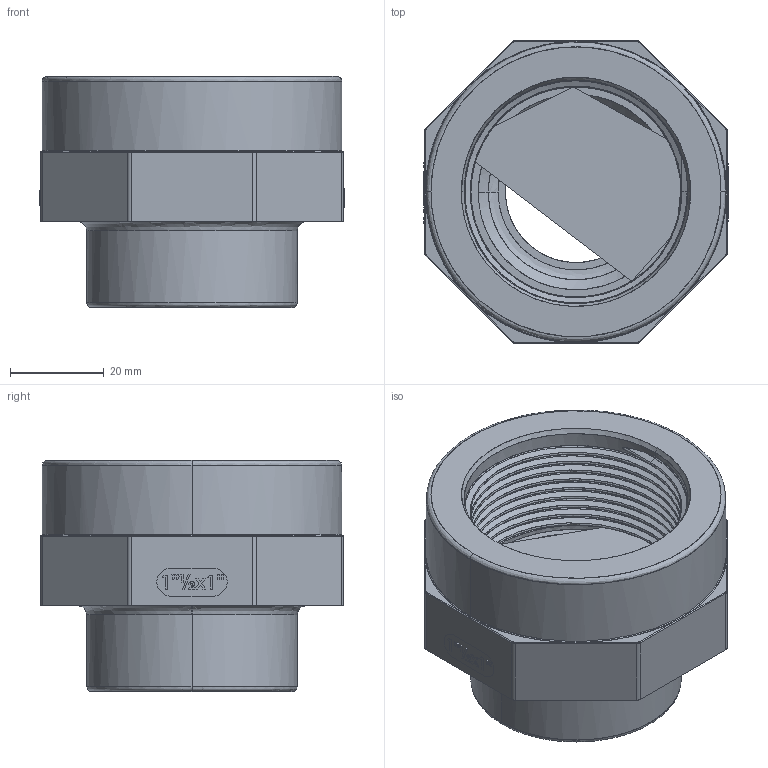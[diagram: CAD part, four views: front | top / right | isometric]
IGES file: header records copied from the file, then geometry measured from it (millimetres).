
Start section: SolidWorks IGES file using NURBS representation for surfaces
Global section: file name: 01 01 1007 013.IGS; native system: SolidWorks 2016; preprocessor: SolidWorks 2016; author: Fabio; date: 160909.150327; units: millimetre
Bounding box: 65.1 x 64.7 x 49.41 mm (x, y, z)
Surface area: 23089.3 mm2 (no closed solid volume)
Topology: 0 solids, 0 shells, 282 faces, 3880 edges, 3880 vertices
Faces by surface type: bspline 282
